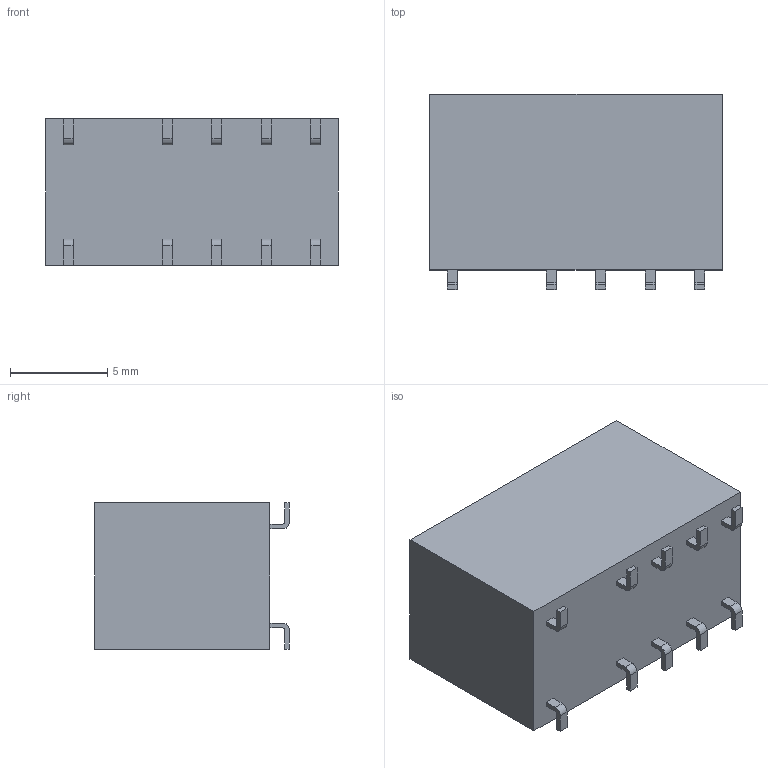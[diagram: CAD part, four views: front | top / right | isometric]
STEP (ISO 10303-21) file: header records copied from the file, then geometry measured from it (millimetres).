
FILE_DESCRIPTION (( 'STEP AP214' ), '1' );
FILE_NAME ('EE2-3TNUH-L.STEP', '2020-07-19T18:44:30', ( '' ), ( '' ), 'SwSTEP 2.0', 'SolidWorks 2017', '' );
FILE_SCHEMA (( 'AUTOMOTIVE_DESIGN' ));
Length unit declared in the file: millimetre
Products named in the file (1): EE2-3TNUH-L
Bounding box: 15 x 10 x 7.5 mm (x, y, z)
Volume: 1015 mm3; surface area: 662.3 mm2
Topology: 11 solids, 11 shells, 106 faces, 252 edges, 168 vertices
Faces by surface type: plane 86, cylinder 20
Entity records: 3160 total; most frequent: CARTESIAN_POINT 527, DIRECTION 506, ORIENTED_EDGE 504, EDGE_CURVE 252, VECTOR 212, LINE 212, VERTEX_POINT 168, AXIS2_PLACEMENT_3D 147
